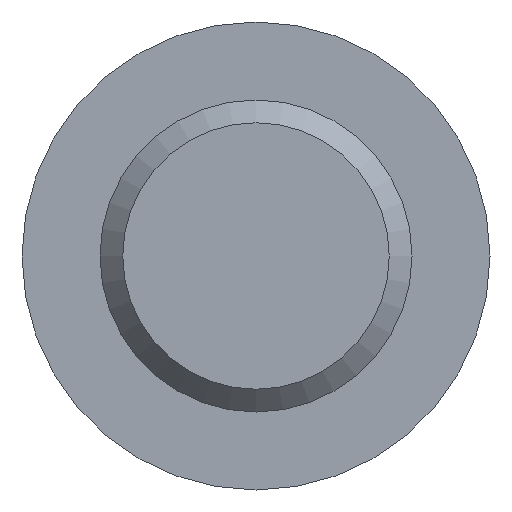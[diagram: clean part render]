
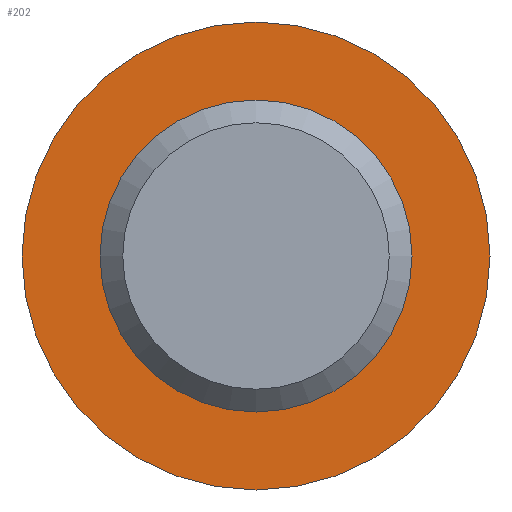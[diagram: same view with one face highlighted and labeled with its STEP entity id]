
A CAD part, front view. The second image highlights one B-rep face of the part: STEP entity #202.
In plain terms, the highlighted planar face has unit normal (0, -1, 0).
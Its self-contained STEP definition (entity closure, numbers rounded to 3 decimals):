
#13 = CARTESIAN_POINT ( 'NONE',  ( 0., 80., -6. ) ) ;
#20 = CARTESIAN_POINT ( 'NONE',  ( -6., 80., 0. ) ) ;
#57 = EDGE_CURVE ( 'NONE', #515, #515, #186, .T. ) ;
#82 = DIRECTION ( 'NONE',  ( 0., -1., 0. ) ) ;
#115 = DIRECTION ( 'NONE',  ( 0., 0., 1. ) ) ;
#119 = CARTESIAN_POINT ( 'NONE',  ( 0., 80., 0. ) ) ;
#186 = CIRCLE ( 'NONE', #474, 6. ) ;
#202 = ADVANCED_FACE ( 'NONE', ( #496, #492 ), #402, .F. ) ;
#209 = EDGE_CURVE ( 'NONE', #220, #220, #535, .T. ) ;
#220 = VERTEX_POINT ( 'NONE', #518 ) ;
#244 = DIRECTION ( 'NONE',  ( 0., 1., 0. ) ) ;
#253 = AXIS2_PLACEMENT_3D ( 'NONE', #119, #82, #460 ) ;
#283 = ORIENTED_EDGE ( 'NONE', *, *, #209, .T. ) ;
#347 = CARTESIAN_POINT ( 'NONE',  ( 0., 80., 0. ) ) ;
#358 = DIRECTION ( 'NONE',  ( 0., -1., 0. ) ) ;
#362 = EDGE_LOOP ( 'NONE', ( #283 ) ) ;
#402 = PLANE ( 'NONE',  #542 ) ;
#460 = DIRECTION ( 'NONE',  ( 0., 0., -1. ) ) ;
#474 = AXIS2_PLACEMENT_3D ( 'NONE', #347, #358, #488 ) ;
#486 = EDGE_LOOP ( 'NONE', ( #503 ) ) ;
#488 = DIRECTION ( 'NONE',  ( 0., 0., -1. ) ) ;
#492 = FACE_OUTER_BOUND ( 'NONE', #362, .T. ) ;
#496 = FACE_BOUND ( 'NONE', #486, .T. ) ;
#503 = ORIENTED_EDGE ( 'NONE', *, *, #57, .F. ) ;
#515 = VERTEX_POINT ( 'NONE', #13 ) ;
#518 = CARTESIAN_POINT ( 'NONE',  ( 0., 80., -9. ) ) ;
#535 = CIRCLE ( 'NONE', #253, 9. ) ;
#542 = AXIS2_PLACEMENT_3D ( 'NONE', #20, #244, #115 ) ;
